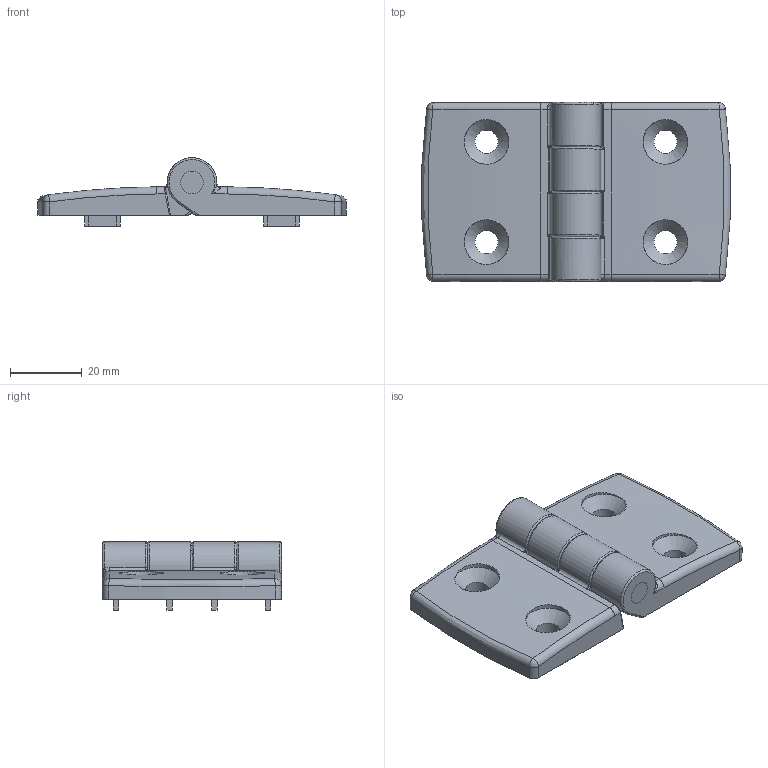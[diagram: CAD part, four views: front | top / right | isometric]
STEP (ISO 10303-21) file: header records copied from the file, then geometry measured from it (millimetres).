
FILE_DESCRIPTION((''),'2;1');
FILE_NAME('AR3846.stp','2025-07-31T09:18:06',('arma01'),(''),'Autodesk Inventor 2013','Autodesk Inventor 2013','');
FILE_SCHEMA(('AUTOMOTIVE_DESIGN { 1 0 10303 214 1 1 1 1 }'));
Length unit declared in the file: millimetre
Products named in the file (3): AR3846; AR3846 - I; AR3846 - II
Assembly tree (3 placements, depth 2):
  AR3846
    AR3846 - I  x2
    AR3846 - II
Bounding box: 86.07 x 50 x 19.09 mm (x, y, z)
Volume: 32847.1 mm3; surface area: 14938.6 mm2
Topology: 3 solids, 3 shells, 157 faces, 393 edges, 242 vertices
Faces by surface type: plane 64, cylinder 47, bspline 26, torus 12, sphere 4, cone 4
Full cylindrical faces by diameter (mm): 6.4 x5, 6.5 x4, 12.5 x4
Entity records: 2887 total; most frequent: CARTESIAN_POINT 1033, ORIENTED_EDGE 360, DIRECTION 343, EDGE_CURVE 180, AXIS2_PLACEMENT_3D 127, VERTEX_POINT 117, EDGE_LOOP 101, VECTOR 89
